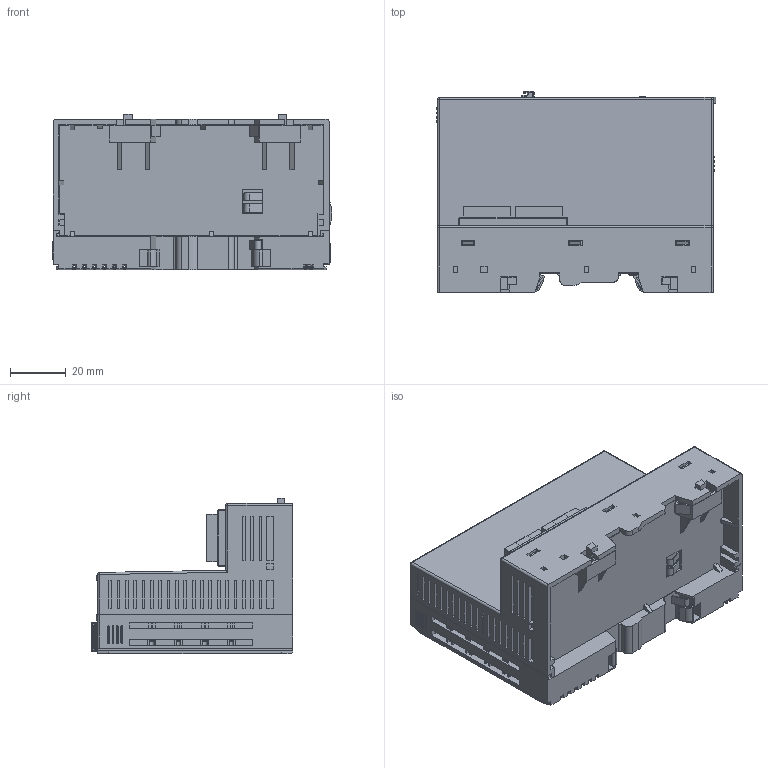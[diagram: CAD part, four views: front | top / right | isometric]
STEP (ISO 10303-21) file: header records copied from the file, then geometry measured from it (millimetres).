
FILE_DESCRIPTION((''),'2;1');
FILE_NAME('RN-9286','2016-03-22T',('Dongwoo'),(''),'PRO/ENGINEER BY PARAMETRIC TECHNOLOGY CORPORATION, 2006170','PRO/ENGINEER BY PARAMETRIC TECHNOLOGY CORPORATION, 2006170','');
FILE_SCHEMA(('CONFIG_CONTROL_DESIGN'));
Products named in the file (1): RN-9286
Bounding box: 100.36 x 72.19 x 55.8 mm (x, y, z)
Volume: 228489.6 mm3; surface area: 56384.1 mm2
Topology: 2 solids, 3 shells, 2247 faces, 6093 edges, 3968 vertices
Faces by surface type: plane 1877, cylinder 263, bspline 37, sphere 30, cone 20, torus 20
Entity records: 71224 total; most frequent: CARTESIAN_POINT 14335, ORIENTED_EDGE 12186, DIRECTION 10948, EDGE_CURVE 6093, VECTOR 5396, LINE 5396, VERTEX_POINT 3968, AXIS2_PLACEMENT_3D 2776
